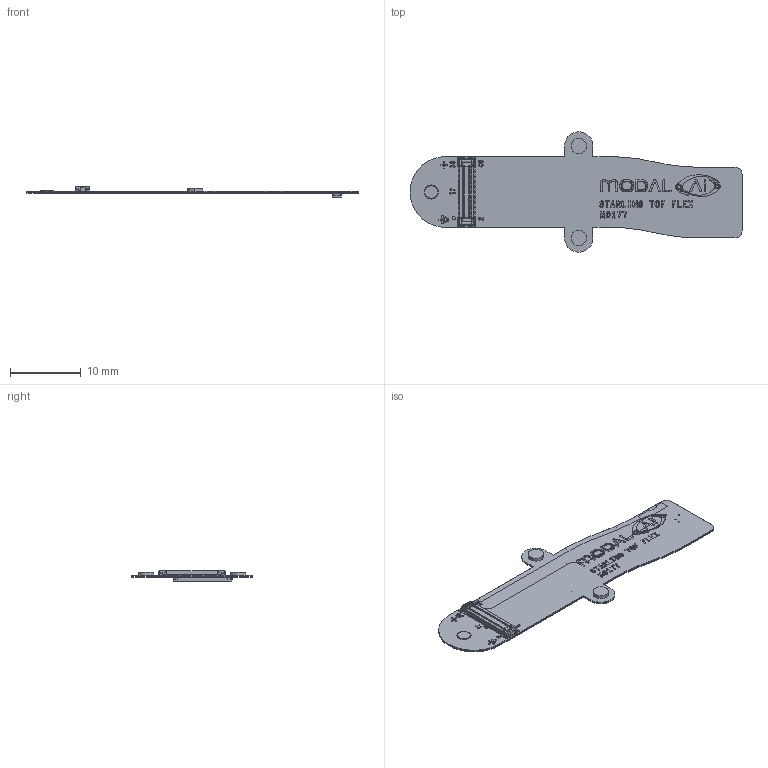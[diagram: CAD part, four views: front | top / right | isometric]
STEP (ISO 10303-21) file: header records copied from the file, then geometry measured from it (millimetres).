
FILE_DESCRIPTION(('STEP AP214'),'1');
FILE_NAME('STP-M0177_031524_REVIEW2.stp','2024-03-15T19:06:23',(' '),(' '),'Spatial InterOp 3D',' ',' ');
FILE_SCHEMA(('AUTOMOTIVE_DESIGN { 1 0 10303 214 1 1 1 1 }'));
Length unit declared in the file: millimetre
Products named in the file (108): Pins; 1; 10; 11; 12; 13; 14; 15; 16; 17; 18; 19; 2; 20; 21; 22; 23; 24; 25; 26; 27; 28; 29; 3; 30; 31; 32; 33; 34; 35; 36; 37; 38; 39; 4; 40; 5; 6; 7; 8 ...
Assembly tree (107 placements, depth 3):
  M0177_031524_REVIEW2.brd
    Pins
      1
      1
      10
      10
      11
      11
      12
      12
      13
      13
      14
      14
      15
      15
      16
      16
      17
      17
      18
      18
      19
      19
      2
      2
      20
      20
      21
      21
      22
      22
      23
      23
      24
      24
      25
      25
      26
      26
      27
      27
      28
      28
      29
      29
      3
      3
      30
      30
      31
      31
      32
      32
      33
      33
      34
      34
      35
      35
Bounding box: 46.94 x 17 x 1.68 mm (x, y, z)
Volume: 112.9 mm3; surface area: 5255.7 mm2
Topology: 498 solids, 498 shells, 7328 faces, 18952 edges, 13091 vertices
Faces by surface type: plane 5006, cylinder 2310, cone 8, bspline 4
Entity records: 230783 total; most frequent: CARTESIAN_POINT 38882, DIRECTION 38454, ORIENTED_EDGE 37196, EDGE_CURVE 18598, LINE 14292, VECTOR 14292, VERTEX_POINT 12383, AXIS2_PLACEMENT_3D 12081
